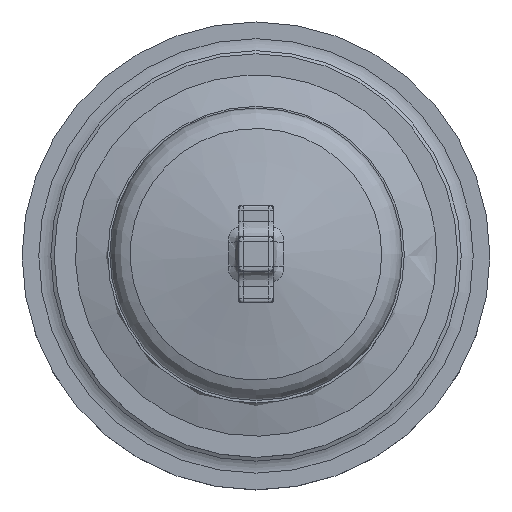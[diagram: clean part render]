
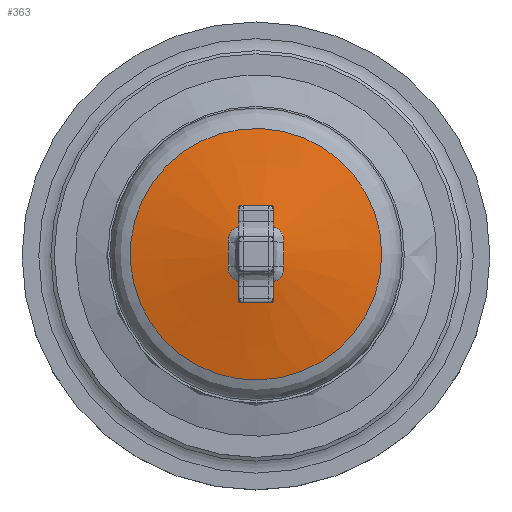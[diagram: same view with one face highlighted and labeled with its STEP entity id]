
A CAD part, top view. The second image highlights one B-rep face of the part: STEP entity #363.
In plain terms, the highlighted conical face has half-angle 78.818 degrees and reference radius 8.05 mm.
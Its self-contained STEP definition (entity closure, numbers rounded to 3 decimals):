
#52=CONICAL_SURFACE('',#1777,8.051,78.818);
#57=CIRCLE('',#1776,8.051);
#81=FACE_BOUND('',#604,.T.);
#82=FACE_BOUND('',#605,.T.);
#363=ADVANCED_FACE('',(#81,#82),#52,.T.);
#604=EDGE_LOOP('',(#1081,#1082,#1083,#1084,#1085,#1086,#1087,#1088));
#605=EDGE_LOOP('',(#1089));
#1081=ORIENTED_EDGE('',*,*,#1543,.T.);
#1082=ORIENTED_EDGE('',*,*,#1544,.T.);
#1083=ORIENTED_EDGE('',*,*,#1545,.T.);
#1084=ORIENTED_EDGE('',*,*,#1546,.T.);
#1085=ORIENTED_EDGE('',*,*,#1547,.T.);
#1086=ORIENTED_EDGE('',*,*,#1548,.T.);
#1087=ORIENTED_EDGE('',*,*,#1549,.T.);
#1088=ORIENTED_EDGE('',*,*,#1550,.T.);
#1089=ORIENTED_EDGE('',*,*,#1551,.T.);
#1297=VERTEX_POINT('',#6200);
#1298=VERTEX_POINT('',#6201);
#1299=VERTEX_POINT('',#6206);
#1300=VERTEX_POINT('',#6221);
#1301=VERTEX_POINT('',#6226);
#1302=VERTEX_POINT('',#6241);
#1303=VERTEX_POINT('',#6246);
#1304=VERTEX_POINT('',#6261);
#1305=VERTEX_POINT('',#6267);
#1543=EDGE_CURVE('',#1297,#1298,#1743,.T.);
#1544=EDGE_CURVE('',#1298,#1299,#1744,.T.);
#1545=EDGE_CURVE('',#1299,#1300,#1745,.T.);
#1546=EDGE_CURVE('',#1300,#1301,#1746,.T.);
#1547=EDGE_CURVE('',#1301,#1302,#1747,.T.);
#1548=EDGE_CURVE('',#1302,#1303,#1748,.T.);
#1549=EDGE_CURVE('',#1303,#1304,#1749,.T.);
#1550=EDGE_CURVE('',#1304,#1297,#1750,.T.);
#1551=EDGE_CURVE('',#1305,#1305,#57,.T.);
#1743=B_SPLINE_CURVE_WITH_KNOTS('',3,(#6186,#6187,#6188,#6189,#6190,#6191,
#6192,#6193,#6194,#6195,#6196,#6197,#6198,#6199),.UNSPECIFIED.,.F.,.F.,
(4,2,2,2,2,2,4),(0.,0.125,0.25,0.5,
0.625,0.75,1.),.UNSPECIFIED.);
#1744=B_SPLINE_CURVE_WITH_KNOTS('',3,(#6202,#6203,#6204,#6205),
 .UNSPECIFIED.,.F.,.F.,(4,4),(0.,1.),.UNSPECIFIED.);
#1745=B_SPLINE_CURVE_WITH_KNOTS('',3,(#6207,#6208,#6209,#6210,#6211,#6212,
#6213,#6214,#6215,#6216,#6217,#6218,#6219,#6220),.UNSPECIFIED.,.F.,.F.,
(4,2,2,2,2,2,4),(0.,0.125,0.25,0.5,
0.625,0.75,1.),.UNSPECIFIED.);
#1746=B_SPLINE_CURVE_WITH_KNOTS('',3,(#6222,#6223,#6224,#6225),
 .UNSPECIFIED.,.F.,.F.,(4,4),(0.,1.),.UNSPECIFIED.);
#1747=B_SPLINE_CURVE_WITH_KNOTS('',3,(#6227,#6228,#6229,#6230,#6231,#6232,
#6233,#6234,#6235,#6236,#6237,#6238,#6239,#6240),.UNSPECIFIED.,.F.,.F.,
(4,2,2,2,2,2,4),(0.,0.125,0.25,0.5,
0.625,0.75,1.),.UNSPECIFIED.);
#1748=B_SPLINE_CURVE_WITH_KNOTS('',3,(#6242,#6243,#6244,#6245),
 .UNSPECIFIED.,.F.,.F.,(4,4),(0.,1.),.UNSPECIFIED.);
#1749=B_SPLINE_CURVE_WITH_KNOTS('',3,(#6247,#6248,#6249,#6250,#6251,#6252,
#6253,#6254,#6255,#6256,#6257,#6258,#6259,#6260),.UNSPECIFIED.,.F.,.F.,
(4,2,2,2,2,2,4),(0.,0.125,0.25,0.5,
0.625,0.75,1.),.UNSPECIFIED.);
#1750=B_SPLINE_CURVE_WITH_KNOTS('',3,(#6262,#6263,#6264,#6265),
 .UNSPECIFIED.,.F.,.F.,(4,4),(0.,1.),.UNSPECIFIED.);
#1776=AXIS2_PLACEMENT_3D('',#6266,#1851,#1852);
#1777=AXIS2_PLACEMENT_3D('',#6268,#1853,#1854);
#1851=DIRECTION('',(0.,0.,1.));
#1852=DIRECTION('',(1.,0.,0.));
#1853=DIRECTION('',(0.,0.,-1.));
#1854=DIRECTION('',(-1.,0.,0.));
#6186=CARTESIAN_POINT('',(-1.777,135.759,68.918));
#6187=CARTESIAN_POINT('',(-1.781,135.871,68.909));
#6188=CARTESIAN_POINT('',(-1.772,135.964,68.902));
#6189=CARTESIAN_POINT('',(-1.754,136.104,68.891));
#6190=CARTESIAN_POINT('',(-1.756,136.106,68.89));
#6191=CARTESIAN_POINT('',(-1.696,136.311,68.877));
#6192=CARTESIAN_POINT('',(-1.623,136.433,68.873));
#6193=CARTESIAN_POINT('',(-1.48,136.576,68.873));
#6194=CARTESIAN_POINT('',(-1.426,136.618,68.874));
#6195=CARTESIAN_POINT('',(-1.307,136.688,68.878));
#6196=CARTESIAN_POINT('',(-1.196,136.73,68.885));
#6197=CARTESIAN_POINT('',(-1.128,136.749,68.889));
#6198=CARTESIAN_POINT('',(-0.984,136.784,68.9));
#6199=CARTESIAN_POINT('',(-0.759,136.777,68.918));
#6200=CARTESIAN_POINT('',(-1.777,135.759,68.918));
#6201=CARTESIAN_POINT('',(-0.759,136.777,68.918));
#6202=CARTESIAN_POINT('',(-0.759,136.777,68.918));
#6203=CARTESIAN_POINT('',(-0.231,136.762,68.962));
#6204=CARTESIAN_POINT('',(0.231,136.762,68.962));
#6205=CARTESIAN_POINT('',(0.759,136.777,68.918));
#6206=CARTESIAN_POINT('',(0.759,136.777,68.918));
#6207=CARTESIAN_POINT('',(0.759,136.777,68.918));
#6208=CARTESIAN_POINT('',(0.871,136.781,68.909));
#6209=CARTESIAN_POINT('',(0.965,136.772,68.902));
#6210=CARTESIAN_POINT('',(1.105,136.753,68.891));
#6211=CARTESIAN_POINT('',(1.107,136.756,68.89));
#6212=CARTESIAN_POINT('',(1.314,136.695,68.877));
#6213=CARTESIAN_POINT('',(1.436,136.621,68.873));
#6214=CARTESIAN_POINT('',(1.578,136.477,68.873));
#6215=CARTESIAN_POINT('',(1.62,136.422,68.874));
#6216=CARTESIAN_POINT('',(1.69,136.302,68.879));
#6217=CARTESIAN_POINT('',(1.732,136.189,68.885));
#6218=CARTESIAN_POINT('',(1.75,136.126,68.889));
#6219=CARTESIAN_POINT('',(1.784,135.984,68.9));
#6220=CARTESIAN_POINT('',(1.777,135.759,68.918));
#6221=CARTESIAN_POINT('',(1.777,135.759,68.918));
#6222=CARTESIAN_POINT('',(1.777,135.759,68.918));
#6223=CARTESIAN_POINT('',(1.762,135.231,68.962));
#6224=CARTESIAN_POINT('',(1.762,134.769,68.962));
#6225=CARTESIAN_POINT('',(1.777,134.241,68.918));
#6226=CARTESIAN_POINT('',(1.777,134.241,68.918));
#6227=CARTESIAN_POINT('',(1.777,134.241,68.918));
#6228=CARTESIAN_POINT('',(1.781,134.129,68.909));
#6229=CARTESIAN_POINT('',(1.772,134.036,68.902));
#6230=CARTESIAN_POINT('',(1.754,133.896,68.891));
#6231=CARTESIAN_POINT('',(1.756,133.894,68.89));
#6232=CARTESIAN_POINT('',(1.696,133.689,68.877));
#6233=CARTESIAN_POINT('',(1.623,133.567,68.873));
#6234=CARTESIAN_POINT('',(1.48,133.424,68.873));
#6235=CARTESIAN_POINT('',(1.426,133.382,68.874));
#6236=CARTESIAN_POINT('',(1.307,133.312,68.878));
#6237=CARTESIAN_POINT('',(1.196,133.27,68.885));
#6238=CARTESIAN_POINT('',(1.128,133.251,68.889));
#6239=CARTESIAN_POINT('',(0.984,133.216,68.9));
#6240=CARTESIAN_POINT('',(0.759,133.223,68.918));
#6241=CARTESIAN_POINT('',(0.759,133.223,68.918));
#6242=CARTESIAN_POINT('',(0.759,133.223,68.918));
#6243=CARTESIAN_POINT('',(0.231,133.238,68.962));
#6244=CARTESIAN_POINT('',(-0.231,133.238,68.962));
#6245=CARTESIAN_POINT('',(-0.759,133.223,68.918));
#6246=CARTESIAN_POINT('',(-0.759,133.223,68.918));
#6247=CARTESIAN_POINT('',(-0.759,133.223,68.918));
#6248=CARTESIAN_POINT('',(-0.871,133.219,68.909));
#6249=CARTESIAN_POINT('',(-0.964,133.228,68.902));
#6250=CARTESIAN_POINT('',(-1.104,133.246,68.891));
#6251=CARTESIAN_POINT('',(-1.106,133.244,68.89));
#6252=CARTESIAN_POINT('',(-1.311,133.304,68.877));
#6253=CARTESIAN_POINT('',(-1.433,133.377,68.873));
#6254=CARTESIAN_POINT('',(-1.576,133.52,68.873));
#6255=CARTESIAN_POINT('',(-1.618,133.574,68.874));
#6256=CARTESIAN_POINT('',(-1.688,133.693,68.878));
#6257=CARTESIAN_POINT('',(-1.73,133.804,68.885));
#6258=CARTESIAN_POINT('',(-1.749,133.872,68.889));
#6259=CARTESIAN_POINT('',(-1.784,134.016,68.9));
#6260=CARTESIAN_POINT('',(-1.777,134.241,68.918));
#6261=CARTESIAN_POINT('',(-1.777,134.241,68.918));
#6262=CARTESIAN_POINT('',(-1.777,134.241,68.918));
#6263=CARTESIAN_POINT('',(-1.762,134.769,68.962));
#6264=CARTESIAN_POINT('',(-1.762,135.231,68.962));
#6265=CARTESIAN_POINT('',(-1.777,135.759,68.918));
#6266=CARTESIAN_POINT('',(0.,135.,67.709));
#6267=CARTESIAN_POINT('',(8.051,135.,67.709));
#6268=CARTESIAN_POINT('',(0.,135.,67.709));
